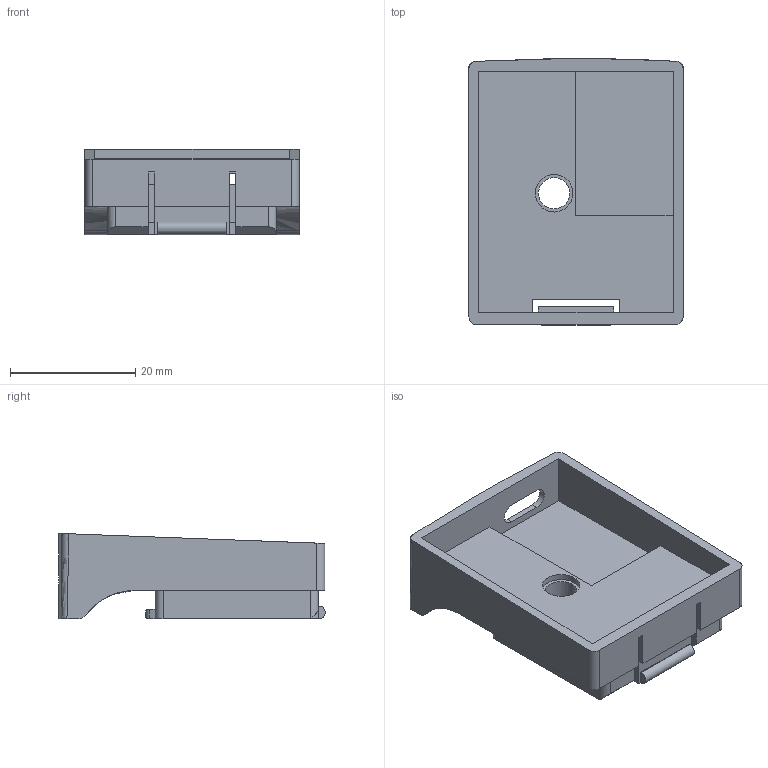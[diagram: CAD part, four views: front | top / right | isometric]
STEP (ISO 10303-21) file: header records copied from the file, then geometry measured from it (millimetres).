
FILE_DESCRIPTION(/* description */ (''),/* implementation_level */ '2;1');
FILE_NAME(/* name */ 'Bottom_USB-C',/* time_stamp */ '2025-11-10T12:46:12+01:00',/* author */ (''),/* organization */ (''),/* preprocessor_version */ 'ST-DEVELOPER v19.2',/* originating_system */ 'Rhino 8.25',/* authorisation */ '');
FILE_SCHEMA (('CONFIG_CONTROL_DESIGN'));
Length unit declared in the file: millimetre
Products named in the file (1): Document
Bounding box: 34.2 x 42.6 x 13.62 mm (x, y, z)
Volume: 9130.9 mm3; surface area: 6260.9 mm2
Topology: 1 solids, 1 shells, 87 faces, 244 edges, 160 vertices
Faces by surface type: plane 58, cylinder 25, bspline 4
Full cylindrical faces by diameter (mm): 5.005 x1, 6.006 x1
Entity records: 2835 total; most frequent: CARTESIAN_POINT 1015, ORIENTED_EDGE 488, EDGE_CURVE 244, B_SPLINE_CURVE_WITH_KNOTS 191, VERTEX_POINT 160, DIRECTION 137, AXIS2_PLACEMENT_3D 110, EDGE_LOOP 94
